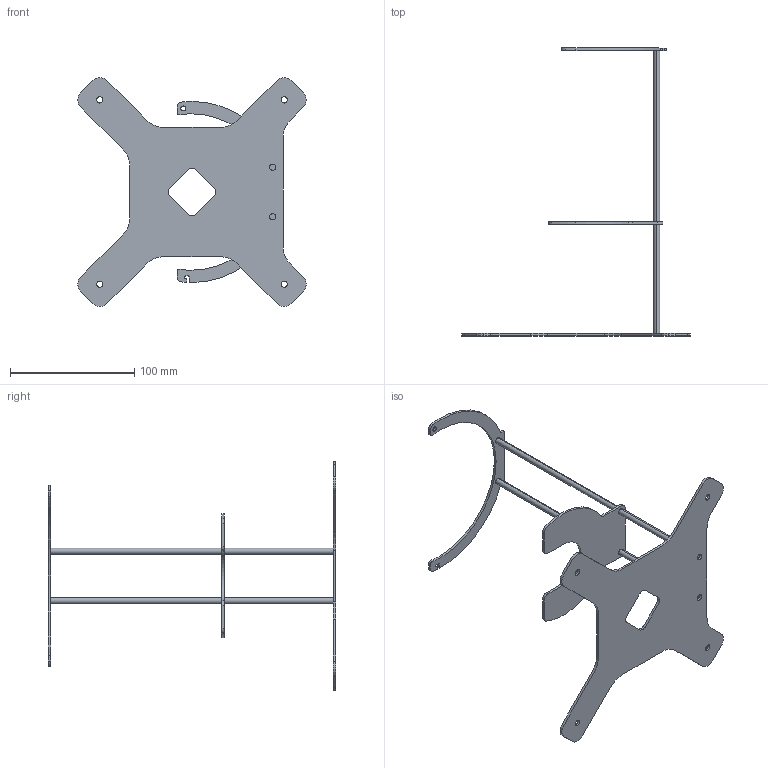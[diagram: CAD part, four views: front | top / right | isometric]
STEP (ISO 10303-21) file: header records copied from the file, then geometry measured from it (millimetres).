
FILE_DESCRIPTION (( 'STEP AP203' ), '1' );
FILE_NAME ('c_stand.STEP', '2021-05-10T03:12:41', ( '' ), ( '' ), 'SwSTEP 2.0', 'SolidWorks 2015', '' );
FILE_SCHEMA (( 'CONFIG_CONTROL_DESIGN' ));
Length unit declared in the file: millimetre
Products named in the file (1): c_stand
Bounding box: 184.23 x 232 x 184.26 mm (x, y, z)
Volume: 60860.5 mm3; surface area: 63129.9 mm2
Topology: 5 solids, 5 shells, 129 faces, 357 edges, 238 vertices
Faces by surface type: cylinder 82, plane 47
Entity records: 4312 total; most frequent: DIRECTION 781, CARTESIAN_POINT 725, ORIENTED_EDGE 714, EDGE_CURVE 357, AXIS2_PLACEMENT_3D 294, VERTEX_POINT 238, LINE 193, VECTOR 193
